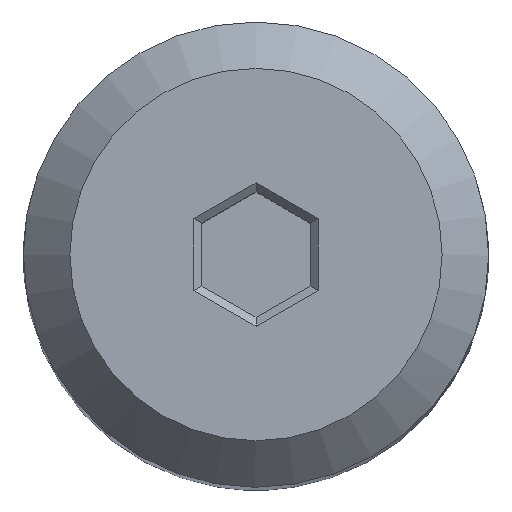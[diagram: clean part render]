
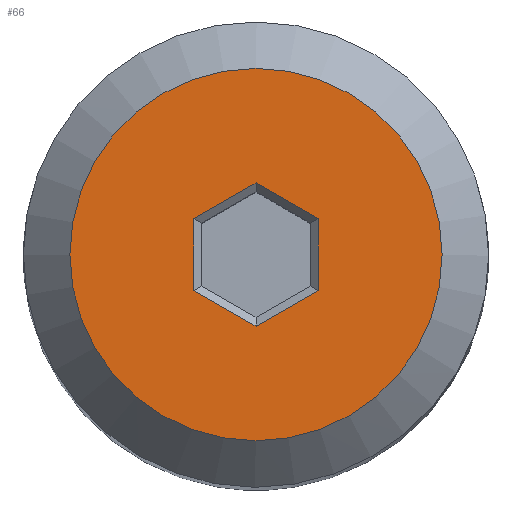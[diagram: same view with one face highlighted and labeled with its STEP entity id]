
A CAD part, top view. The second image highlights one B-rep face of the part: STEP entity #66.
In plain terms, the highlighted planar face has unit normal (0, 0, 1).
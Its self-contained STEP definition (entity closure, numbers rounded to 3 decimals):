
#66 = ADVANCED_FACE( '', ( #147, #148 ), #149, .F. );
#147 = FACE_BOUND( '', #242, .T. );
#148 = FACE_OUTER_BOUND( '', #243, .T. );
#149 = PLANE( '', #244 );
#242 = EDGE_LOOP( '', ( #370, #371, #372, #373, #374, #375 ) );
#243 = EDGE_LOOP( '', ( #376 ) );
#244 = AXIS2_PLACEMENT_3D( '', #377, #378, #379 );
#370 = ORIENTED_EDGE( '', *, *, #585, .T. );
#371 = ORIENTED_EDGE( '', *, *, #577, .T. );
#372 = ORIENTED_EDGE( '', *, *, #586, .T. );
#373 = ORIENTED_EDGE( '', *, *, #587, .T. );
#374 = ORIENTED_EDGE( '', *, *, #553, .T. );
#375 = ORIENTED_EDGE( '', *, *, #559, .T. );
#376 = ORIENTED_EDGE( '', *, *, #588, .T. );
#377 = CARTESIAN_POINT( '', ( 1.5, 0., 13. ) );
#378 = DIRECTION( '', ( 0., 0., -1. ) );
#379 = DIRECTION( '', ( -1., 0., 0. ) );
#553 = EDGE_CURVE( '', #650, #647, #651, .T. );
#559 = EDGE_CURVE( '', #647, #658, #660, .T. );
#577 = EDGE_CURVE( '', #692, #690, #693, .T. );
#585 = EDGE_CURVE( '', #658, #692, #704, .T. );
#586 = EDGE_CURVE( '', #690, #705, #706, .T. );
#587 = EDGE_CURVE( '', #705, #650, #707, .T. );
#588 = EDGE_CURVE( '', #708, #708, #709, .F. );
#647 = VERTEX_POINT( '', #781 );
#650 = VERTEX_POINT( '', #785 );
#651 = LINE( '', #786, #787 );
#658 = VERTEX_POINT( '', #797 );
#660 = LINE( '', #800, #801 );
#690 = VERTEX_POINT( '', #839 );
#692 = VERTEX_POINT( '', #842 );
#693 = LINE( '', #843, #844 );
#704 = LINE( '', #863, #864 );
#705 = VERTEX_POINT( '', #865 );
#706 = LINE( '', #866, #867 );
#707 = LINE( '', #868, #869 );
#708 = VERTEX_POINT( '', #870 );
#709 = CIRCLE( '', #871, 1.2 );
#781 = CARTESIAN_POINT( '', ( 0.4, 0.231, 13. ) );
#785 = CARTESIAN_POINT( '', ( 0., 0.462, 13. ) );
#786 = CARTESIAN_POINT( '', ( 1.325, -0.303, 13. ) );
#787 = VECTOR( '', #968, 1000. );
#797 = CARTESIAN_POINT( '', ( 0.4, -0.231, 13. ) );
#800 = CARTESIAN_POINT( '', ( 0.4, 0., 13. ) );
#801 = VECTOR( '', #973, 1000. );
#839 = CARTESIAN_POINT( '', ( -0.4, -0.231, 13. ) );
#842 = CARTESIAN_POINT( '', ( 0., -0.462, 13. ) );
#843 = CARTESIAN_POINT( '', ( 0.925, -0.996, 13. ) );
#844 = VECTOR( '', #998, 1000. );
#863 = CARTESIAN_POINT( '', ( 1.325, 0.303, 13. ) );
#864 = VECTOR( '', #1004, 1000. );
#865 = CARTESIAN_POINT( '', ( -0.4, 0.231, 13. ) );
#866 = CARTESIAN_POINT( '', ( -0.4, 0., 13. ) );
#867 = VECTOR( '', #1005, 1000. );
#868 = CARTESIAN_POINT( '', ( 0.925, 0.996, 13. ) );
#869 = VECTOR( '', #1006, 1000. );
#870 = CARTESIAN_POINT( '', ( -1.2, 0., 13. ) );
#871 = AXIS2_PLACEMENT_3D( '', #1007, #1008, #1009 );
#968 = DIRECTION( '', ( 0.866, -0.5, 0. ) );
#973 = DIRECTION( '', ( 0., -1., 0. ) );
#998 = DIRECTION( '', ( -0.866, 0.5, 0. ) );
#1004 = DIRECTION( '', ( -0.866, -0.5, 0. ) );
#1005 = DIRECTION( '', ( 0., 1., 0. ) );
#1006 = DIRECTION( '', ( 0.866, 0.5, 0. ) );
#1007 = CARTESIAN_POINT( '', ( 0., 0., 13. ) );
#1008 = DIRECTION( '', ( 0., 0., -1. ) );
#1009 = DIRECTION( '', ( -1., 0., 0. ) );
